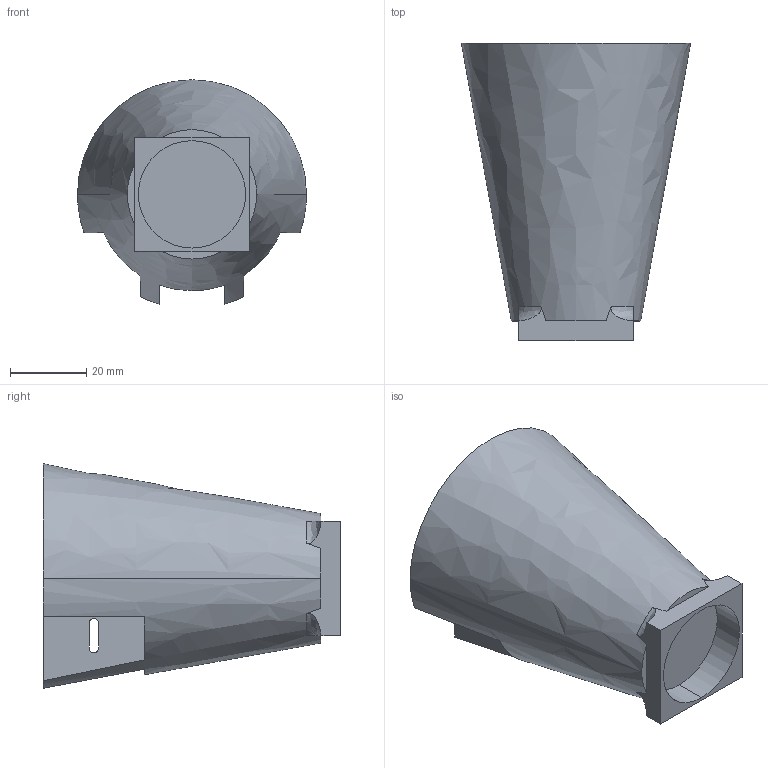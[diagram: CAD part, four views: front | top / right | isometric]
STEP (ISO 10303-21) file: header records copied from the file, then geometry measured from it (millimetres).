
FILE_DESCRIPTION (( 'STEP AP203' ), '1' );
FILE_NAME ('13_camera_mount_right.step', '2021-01-10T11:57:45', ( '' ), ( '' ), 'SwSTEP 2.0', 'SolidWorks 2020', '' );
FILE_SCHEMA (( 'CONFIG_CONTROL_DESIGN' ));
Length unit declared in the file: millimetre
Products named in the file (1): 13_camera_mount_right
Bounding box: 60 x 77.9 x 58.78 mm (x, y, z)
Volume: 103614.9 mm3; surface area: 18492.8 mm2
Topology: 1 solids, 1 shells, 39 faces, 108 edges, 72 vertices
Faces by surface type: plane 25, cylinder 8, bspline 6
Entity records: 1759 total; most frequent: CARTESIAN_POINT 747, ORIENTED_EDGE 216, DIRECTION 160, EDGE_CURVE 108, VERTEX_POINT 72, AXIS2_PLACEMENT_3D 55, LINE 50, VECTOR 50
